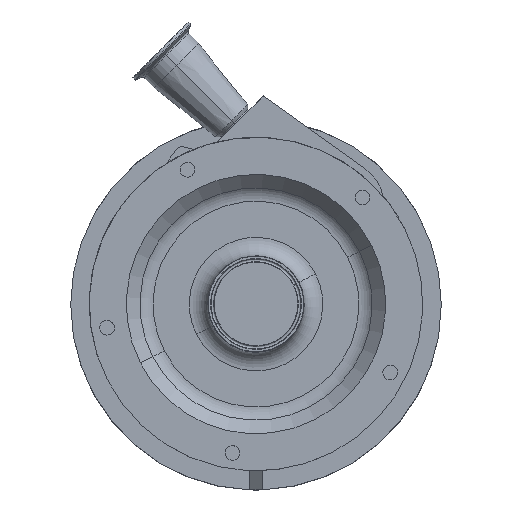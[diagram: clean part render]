
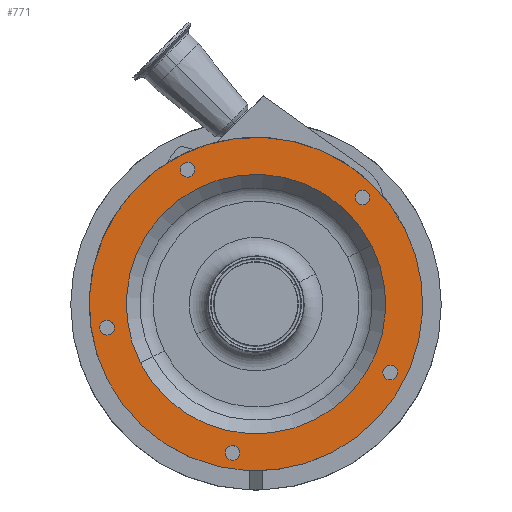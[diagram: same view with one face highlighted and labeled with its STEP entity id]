
A CAD part, top view. The second image highlights one B-rep face of the part: STEP entity #771.
In plain terms, the highlighted planar face has unit normal (0, 0, 1).
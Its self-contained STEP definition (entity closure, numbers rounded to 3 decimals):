
#66 = CARTESIAN_POINT ( 'NONE',  ( -120.286, -61.289, 284. ) ) ;
#83 = ORIENTED_EDGE ( 'NONE', *, *, #2578, .F. ) ;
#116 = EDGE_CURVE ( 'NONE', #1880, #2660, #2854, .T. ) ;
#196 = EDGE_LOOP ( 'NONE', ( #238, #5222 ) ) ;
#238 = ORIENTED_EDGE ( 'NONE', *, *, #5425, .F. ) ;
#245 = EDGE_CURVE ( 'NONE', #2309, #1978, #3377, .T. ) ;
#284 = CARTESIAN_POINT ( 'NONE',  ( 86.267, 86.267, 284. ) ) ;
#324 = DIRECTION ( 'NONE',  ( 0., 0., 1. ) ) ;
#338 = DIRECTION ( 'NONE',  ( -0.156, 0.988, 0. ) ) ;
#364 = FACE_BOUND ( 'NONE', #6056, .T. ) ;
#463 = ORIENTED_EDGE ( 'NONE', *, *, #1499, .F. ) ;
#509 = DIRECTION ( 'NONE',  ( 0., 0., 1. ) ) ;
#516 = DIRECTION ( 'NONE',  ( -0.454, -0.891, 0. ) ) ;
#619 = AXIS2_PLACEMENT_3D ( 'NONE', #284, #3760, #3833 ) ;
#665 = VERTEX_POINT ( 'NONE', #1136 ) ;
#696 = VERTEX_POINT ( 'NONE', #2476 ) ;
#740 = CARTESIAN_POINT ( 'NONE',  ( -50.041, 111.427, 284. ) ) ;
#771 = ADVANCED_FACE ( 'NONE', ( #5275, #5790, #5204, #2815, #4761, #364, #5176 ), #5753, .F. ) ;
#791 = DIRECTION ( 'NONE',  ( 0., -1., 0. ) ) ;
#857 = DIRECTION ( 'NONE',  ( 0., 0., -1. ) ) ;
#919 = DIRECTION ( 'NONE',  ( 0., 0., 1. ) ) ;
#948 = DIRECTION ( 'NONE',  ( 0., 0., 1. ) ) ;
#1010 = CARTESIAN_POINT ( 'NONE',  ( 0., 0., 284. ) ) ;
#1016 = DIRECTION ( 'NONE',  ( 0., 0., 1. ) ) ;
#1067 = DIRECTION ( 'NONE',  ( 0., 0., 1. ) ) ;
#1090 = AXIS2_PLACEMENT_3D ( 'NONE', #6299, #4458, #5321 ) ;
#1097 = AXIS2_PLACEMENT_3D ( 'NONE', #5096, #1016, #6008 ) ;
#1136 = CARTESIAN_POINT ( 'NONE',  ( 105.979, -60.733, 284. ) ) ;
#1142 = DIRECTION ( 'NONE',  ( 0.891, 0.454, 0. ) ) ;
#1192 = CARTESIAN_POINT ( 'NONE',  ( 0., 0., 284. ) ) ;
#1278 = ORIENTED_EDGE ( 'NONE', *, *, #4588, .F. ) ;
#1345 = CIRCLE ( 'NONE', #619, 6. ) ;
#1499 = EDGE_CURVE ( 'NONE', #3850, #1553, #5356, .T. ) ;
#1517 = CARTESIAN_POINT ( 'NONE',  ( 108.703, -55.387, 284. ) ) ;
#1553 = VERTEX_POINT ( 'NONE', #740 ) ;
#1555 = CIRCLE ( 'NONE', #4052, 6. ) ;
#1569 = EDGE_CURVE ( 'NONE', #1978, #2309, #1619, .T. ) ;
#1577 = DIRECTION ( 'NONE',  ( -0.156, 0.988, 0. ) ) ;
#1619 = CIRCLE ( 'NONE', #2477, 135. ) ;
#1695 = CIRCLE ( 'NONE', #3994, 6. ) ;
#1736 = ORIENTED_EDGE ( 'NONE', *, *, #6322, .F. ) ;
#1780 = DIRECTION ( 'NONE',  ( 0., 0., 1. ) ) ;
#1833 = CARTESIAN_POINT ( 'NONE',  ( -17.706, 34.749, 284. ) ) ;
#1880 = VERTEX_POINT ( 'NONE', #2110 ) ;
#1897 = DIRECTION ( 'NONE',  ( -0.988, 0.156, 0. ) ) ;
#1909 = ORIENTED_EDGE ( 'NONE', *, *, #2217, .F. ) ;
#1978 = VERTEX_POINT ( 'NONE', #66 ) ;
#1989 = DIRECTION ( 'NONE',  ( 0.891, 0.454, 0. ) ) ;
#2009 = CIRCLE ( 'NONE', #3659, 6. ) ;
#2063 = EDGE_LOOP ( 'NONE', ( #1278, #5843 ) ) ;
#2107 = EDGE_LOOP ( 'NONE', ( #5440, #6382 ) ) ;
#2110 = CARTESIAN_POINT ( 'NONE',  ( -93.556, -47.669, 284. ) ) ;
#2187 = VERTEX_POINT ( 'NONE', #2314 ) ;
#2209 = ORIENTED_EDGE ( 'NONE', *, *, #5729, .F. ) ;
#2217 = EDGE_CURVE ( 'NONE', #3642, #4114, #3503, .T. ) ;
#2309 = VERTEX_POINT ( 'NONE', #4071 ) ;
#2313 = CARTESIAN_POINT ( 'NONE',  ( 111.427, -50.041, 284. ) ) ;
#2314 = CARTESIAN_POINT ( 'NONE',  ( 90.51, 82.024, 284. ) ) ;
#2419 = EDGE_LOOP ( 'NONE', ( #83, #2209 ) ) ;
#2476 = CARTESIAN_POINT ( 'NONE',  ( -119.559, -25.011, 284. ) ) ;
#2477 = AXIS2_PLACEMENT_3D ( 'NONE', #1192, #1780, #3668 ) ;
#2574 = DIRECTION ( 'NONE',  ( -0.988, 0.156, 0. ) ) ;
#2578 = EDGE_CURVE ( 'NONE', #2187, #4338, #6255, .T. ) ;
#2596 = EDGE_CURVE ( 'NONE', #1553, #3850, #1695, .T. ) ;
#2598 = CIRCLE ( 'NONE', #5999, 105. ) ;
#2660 = VERTEX_POINT ( 'NONE', #4358 ) ;
#2718 = VERTEX_POINT ( 'NONE', #2958 ) ;
#2811 = DIRECTION ( 'NONE',  ( 0., 0., 1. ) ) ;
#2815 = FACE_BOUND ( 'NONE', #2948, .T. ) ;
#2823 = CARTESIAN_POINT ( 'NONE',  ( -25.011, -119.559, 284. ) ) ;
#2854 = CIRCLE ( 'NONE', #1090, 105. ) ;
#2880 = AXIS2_PLACEMENT_3D ( 'NONE', #6333, #2811, #1897 ) ;
#2904 = CARTESIAN_POINT ( 'NONE',  ( -55.387, 108.703, 284. ) ) ;
#2918 = CARTESIAN_POINT ( 'NONE',  ( -120.498, -19.085, 284. ) ) ;
#2948 = EDGE_LOOP ( 'NONE', ( #1736, #1909 ) ) ;
#2958 = CARTESIAN_POINT ( 'NONE',  ( -121.437, -13.159, 284. ) ) ;
#3032 = CARTESIAN_POINT ( 'NONE',  ( -60.733, 105.979, 284. ) ) ;
#3058 = AXIS2_PLACEMENT_3D ( 'NONE', #4880, #5353, #4260 ) ;
#3126 = DIRECTION ( 'NONE',  ( 0., 0., 1. ) ) ;
#3154 = EDGE_CURVE ( 'NONE', #665, #4906, #4210, .T. ) ;
#3252 = DIRECTION ( 'NONE',  ( 0.891, 0.454, 0. ) ) ;
#3377 = CIRCLE ( 'NONE', #1097, 135. ) ;
#3409 = AXIS2_PLACEMENT_3D ( 'NONE', #3616, #3126, #1142 ) ;
#3503 = CIRCLE ( 'NONE', #2880, 6. ) ;
#3535 = CARTESIAN_POINT ( 'NONE',  ( -120.498, -19.085, 284. ) ) ;
#3616 = CARTESIAN_POINT ( 'NONE',  ( -55.387, 108.703, 284. ) ) ;
#3618 = ORIENTED_EDGE ( 'NONE', *, *, #3154, .F. ) ;
#3642 = VERTEX_POINT ( 'NONE', #6265 ) ;
#3655 = CARTESIAN_POINT ( 'NONE',  ( 82.024, 90.51, 284. ) ) ;
#3659 = AXIS2_PLACEMENT_3D ( 'NONE', #5781, #919, #2574 ) ;
#3668 = DIRECTION ( 'NONE',  ( 0.891, 0.454, 0. ) ) ;
#3760 = DIRECTION ( 'NONE',  ( 0., 0., 1. ) ) ;
#3833 = DIRECTION ( 'NONE',  ( 0.707, -0.707, 0. ) ) ;
#3850 = VERTEX_POINT ( 'NONE', #3032 ) ;
#3940 = ORIENTED_EDGE ( 'NONE', *, *, #4272, .F. ) ;
#3990 = EDGE_LOOP ( 'NONE', ( #3618, #3940 ) ) ;
#3994 = AXIS2_PLACEMENT_3D ( 'NONE', #2904, #324, #3252 ) ;
#4052 = AXIS2_PLACEMENT_3D ( 'NONE', #3535, #509, #1577 ) ;
#4071 = CARTESIAN_POINT ( 'NONE',  ( 120.286, 61.289, 284. ) ) ;
#4082 = CARTESIAN_POINT ( 'NONE',  ( 108.703, -55.387, 284. ) ) ;
#4114 = VERTEX_POINT ( 'NONE', #2823 ) ;
#4210 = CIRCLE ( 'NONE', #4837, 6. ) ;
#4260 = DIRECTION ( 'NONE',  ( 0.707, -0.707, 0. ) ) ;
#4272 = EDGE_CURVE ( 'NONE', #4906, #665, #5867, .T. ) ;
#4338 = VERTEX_POINT ( 'NONE', #3655 ) ;
#4358 = CARTESIAN_POINT ( 'NONE',  ( 93.556, 47.669, 284. ) ) ;
#4458 = DIRECTION ( 'NONE',  ( 0., 0., 1. ) ) ;
#4570 = ORIENTED_EDGE ( 'NONE', *, *, #2596, .F. ) ;
#4588 = EDGE_CURVE ( 'NONE', #2718, #696, #4854, .T. ) ;
#4761 = FACE_BOUND ( 'NONE', #2063, .T. ) ;
#4837 = AXIS2_PLACEMENT_3D ( 'NONE', #1517, #6379, #5516 ) ;
#4844 = AXIS2_PLACEMENT_3D ( 'NONE', #4082, #1067, #516 ) ;
#4854 = CIRCLE ( 'NONE', #5362, 6. ) ;
#4880 = CARTESIAN_POINT ( 'NONE',  ( 86.267, 86.267, 284. ) ) ;
#4895 = DIRECTION ( 'NONE',  ( 0., 0., 1. ) ) ;
#4906 = VERTEX_POINT ( 'NONE', #2313 ) ;
#5043 = AXIS2_PLACEMENT_3D ( 'NONE', #1833, #857, #791 ) ;
#5096 = CARTESIAN_POINT ( 'NONE',  ( 0., 0., 284. ) ) ;
#5176 = FACE_BOUND ( 'NONE', #196, .T. ) ;
#5204 = FACE_BOUND ( 'NONE', #3990, .T. ) ;
#5222 = ORIENTED_EDGE ( 'NONE', *, *, #116, .F. ) ;
#5275 = FACE_OUTER_BOUND ( 'NONE', #2107, .T. ) ;
#5321 = DIRECTION ( 'NONE',  ( 0.891, 0.454, 0. ) ) ;
#5353 = DIRECTION ( 'NONE',  ( 0., 0., 1. ) ) ;
#5356 = CIRCLE ( 'NONE', #3409, 6. ) ;
#5362 = AXIS2_PLACEMENT_3D ( 'NONE', #2918, #4895, #338 ) ;
#5425 = EDGE_CURVE ( 'NONE', #2660, #1880, #2598, .T. ) ;
#5440 = ORIENTED_EDGE ( 'NONE', *, *, #245, .T. ) ;
#5516 = DIRECTION ( 'NONE',  ( -0.454, -0.891, 0. ) ) ;
#5729 = EDGE_CURVE ( 'NONE', #4338, #2187, #1345, .T. ) ;
#5753 = PLANE ( 'NONE',  #5043 ) ;
#5781 = CARTESIAN_POINT ( 'NONE',  ( -19.085, -120.498, 284. ) ) ;
#5790 = FACE_BOUND ( 'NONE', #2419, .T. ) ;
#5817 = EDGE_CURVE ( 'NONE', #696, #2718, #1555, .T. ) ;
#5843 = ORIENTED_EDGE ( 'NONE', *, *, #5817, .F. ) ;
#5867 = CIRCLE ( 'NONE', #4844, 6. ) ;
#5999 = AXIS2_PLACEMENT_3D ( 'NONE', #1010, #948, #1989 ) ;
#6008 = DIRECTION ( 'NONE',  ( 0.891, 0.454, 0. ) ) ;
#6056 = EDGE_LOOP ( 'NONE', ( #4570, #463 ) ) ;
#6255 = CIRCLE ( 'NONE', #3058, 6. ) ;
#6265 = CARTESIAN_POINT ( 'NONE',  ( -13.159, -121.437, 284. ) ) ;
#6299 = CARTESIAN_POINT ( 'NONE',  ( 0., 0., 284. ) ) ;
#6322 = EDGE_CURVE ( 'NONE', #4114, #3642, #2009, .T. ) ;
#6333 = CARTESIAN_POINT ( 'NONE',  ( -19.085, -120.498, 284. ) ) ;
#6379 = DIRECTION ( 'NONE',  ( 0., 0., 1. ) ) ;
#6382 = ORIENTED_EDGE ( 'NONE', *, *, #1569, .T. ) ;
